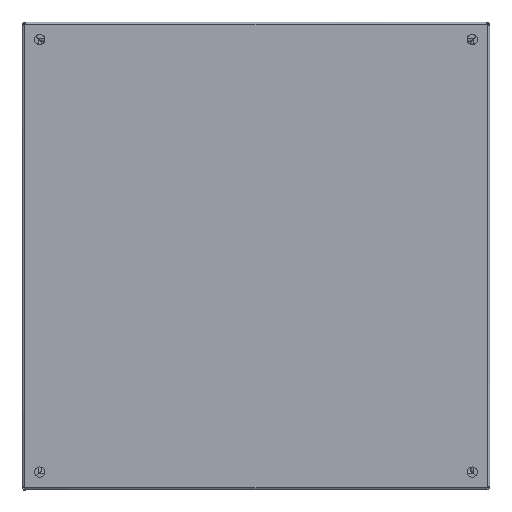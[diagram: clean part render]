
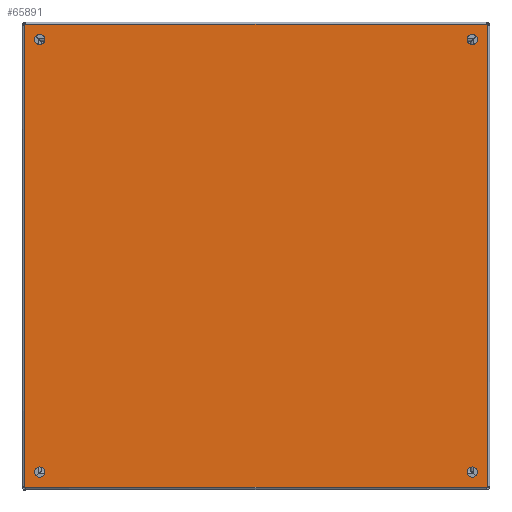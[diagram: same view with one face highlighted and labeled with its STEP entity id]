
A CAD part, top view. The second image highlights one B-rep face of the part: STEP entity #65891.
In plain terms, the highlighted planar face has unit normal (0, 0, 1).
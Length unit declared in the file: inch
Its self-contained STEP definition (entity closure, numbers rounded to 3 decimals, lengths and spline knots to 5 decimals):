
#118 = DIRECTION ( 'NONE',  ( 0., 0., -1. ) ) ;
#586 = CARTESIAN_POINT ( 'NONE',  ( 19.125, 0.625, 10.9175 ) ) ;
#1377 = LINE ( 'NONE', #24409, #18286 ) ;
#2317 = ORIENTED_EDGE ( 'NONE', *, *, #30333, .T. ) ;
#4747 = VERTEX_POINT ( 'NONE', #74585 ) ;
#5348 = DIRECTION ( 'NONE',  ( 0., 0., -1. ) ) ;
#6251 = FACE_OUTER_BOUND ( 'NONE', #66828, .T. ) ;
#6386 = VERTEX_POINT ( 'NONE', #40103 ) ;
#7146 = DIRECTION ( 'NONE',  ( 0., 0., -1. ) ) ;
#8504 = DIRECTION ( 'NONE',  ( 1., 0., 0. ) ) ;
#8852 = DIRECTION ( 'NONE',  ( 0., 0., -1. ) ) ;
#9079 = CARTESIAN_POINT ( 'NONE',  ( 18.90625, 0.625, 10.9175 ) ) ;
#9500 = DIRECTION ( 'NONE',  ( -1., 0., 0. ) ) ;
#9519 = AXIS2_PLACEMENT_3D ( 'NONE', #586, #32495, #51104 ) ;
#9917 = ORIENTED_EDGE ( 'NONE', *, *, #25210, .T. ) ;
#12189 = LINE ( 'NONE', #32951, #81443 ) ;
#12967 = CARTESIAN_POINT ( 'NONE',  ( -0.01975, 19.75777, 10.9175 ) ) ;
#13477 = CARTESIAN_POINT ( 'NONE',  ( -0.06289, -0.06289, 10.9175 ) ) ;
#14153 = CARTESIAN_POINT ( 'NONE',  ( 9.875, -0.01975, 10.9175 ) ) ;
#14190 = VERTEX_POINT ( 'NONE', #68974 ) ;
#14402 = VECTOR ( 'NONE', #50757, 39.37008 ) ;
#14910 = ORIENTED_EDGE ( 'NONE', *, *, #68154, .T. ) ;
#16745 = EDGE_CURVE ( 'NONE', #31436, #31436, #75368, .T. ) ;
#17473 = VERTEX_POINT ( 'NONE', #40243 ) ;
#17549 = ORIENTED_EDGE ( 'NONE', *, *, #34628, .F. ) ;
#18286 = VECTOR ( 'NONE', #80788, 39.37008 ) ;
#19078 = ORIENTED_EDGE ( 'NONE', *, *, #74878, .T. ) ;
#20163 = EDGE_CURVE ( 'NONE', #37359, #37359, #23671, .T. ) ;
#22168 = DIRECTION ( 'NONE',  ( 0., 0., -1. ) ) ;
#23402 = AXIS2_PLACEMENT_3D ( 'NONE', #46821, #8852, #27712 ) ;
#23516 = VERTEX_POINT ( 'NONE', #80167 ) ;
#23671 = CIRCLE ( 'NONE', #9519, 0.21875 ) ;
#24346 = EDGE_LOOP ( 'NONE', ( #81987 ) ) ;
#24409 = CARTESIAN_POINT ( 'NONE',  ( -0.01975, 9.875, 10.9175 ) ) ;
#25210 = EDGE_CURVE ( 'NONE', #14190, #80623, #26652, .T. ) ;
#26257 = EDGE_CURVE ( 'NONE', #4747, #23516, #60982, .T. ) ;
#26652 = CIRCLE ( 'NONE', #47193, 0.07 ) ;
#27094 = CARTESIAN_POINT ( 'NONE',  ( -0.06289, 19.81289, 10.9175 ) ) ;
#27430 = DIRECTION ( 'NONE',  ( -1., 0., 0. ) ) ;
#27448 = EDGE_CURVE ( 'NONE', #78066, #80623, #54618, .T. ) ;
#27712 = DIRECTION ( 'NONE',  ( 1., 0., 0. ) ) ;
#27836 = AXIS2_PLACEMENT_3D ( 'NONE', #75673, #5348, #37800 ) ;
#28526 = CARTESIAN_POINT ( 'NONE',  ( 0.625, 19.125, 10.9175 ) ) ;
#28748 = CARTESIAN_POINT ( 'NONE',  ( 19.75777, -0.01975, 10.9175 ) ) ;
#28809 = DIRECTION ( 'NONE',  ( -1., 0., 0. ) ) ;
#29265 = ORIENTED_EDGE ( 'NONE', *, *, #59415, .T. ) ;
#29304 = CARTESIAN_POINT ( 'NONE',  ( 18.90625, 19.125, 10.9175 ) ) ;
#30333 = EDGE_CURVE ( 'NONE', #4747, #63706, #56718, .T. ) ;
#31030 = FACE_BOUND ( 'NONE', #63551, .T. ) ;
#31436 = VERTEX_POINT ( 'NONE', #29304 ) ;
#31640 = AXIS2_PLACEMENT_3D ( 'NONE', #38758, #44820, #45357 ) ;
#32153 = VERTEX_POINT ( 'NONE', #41696 ) ;
#32389 = DIRECTION ( 'NONE',  ( 0., -1., 0. ) ) ;
#32495 = DIRECTION ( 'NONE',  ( 0., 0., -1. ) ) ;
#32665 = CARTESIAN_POINT ( 'NONE',  ( 19.81289, 19.81289, 10.9175 ) ) ;
#32951 = CARTESIAN_POINT ( 'NONE',  ( 19.76975, 9.875, 10.9175 ) ) ;
#34218 = AXIS2_PLACEMENT_3D ( 'NONE', #32665, #7146, #51255 ) ;
#34628 = EDGE_CURVE ( 'NONE', #60684, #17473, #12189, .T. ) ;
#37352 = ORIENTED_EDGE ( 'NONE', *, *, #27448, .F. ) ;
#37359 = VERTEX_POINT ( 'NONE', #9079 ) ;
#37800 = DIRECTION ( 'NONE',  ( -1., 0., 0. ) ) ;
#37802 = VECTOR ( 'NONE', #27430, 39.37008 ) ;
#38743 = DIRECTION ( 'NONE',  ( 1., 0., 0. ) ) ;
#38758 = CARTESIAN_POINT ( 'NONE',  ( 9.875, 9.875, 10.9175 ) ) ;
#38873 = CIRCLE ( 'NONE', #65537, 0.21875 ) ;
#40103 = CARTESIAN_POINT ( 'NONE',  ( 0.40625, 19.125, 10.9175 ) ) ;
#40243 = CARTESIAN_POINT ( 'NONE',  ( 19.76975, -0.00777, 10.9175 ) ) ;
#40620 = EDGE_CURVE ( 'NONE', #14190, #63706, #1377, .T. ) ;
#41696 = CARTESIAN_POINT ( 'NONE',  ( 0.40625, 0.625, 10.9175 ) ) ;
#44820 = DIRECTION ( 'NONE',  ( 0., 0., -1. ) ) ;
#45357 = DIRECTION ( 'NONE',  ( -1., 0., 0. ) ) ;
#46821 = CARTESIAN_POINT ( 'NONE',  ( 19.81289, -0.06289, 10.9175 ) ) ;
#47193 = AXIS2_PLACEMENT_3D ( 'NONE', #13477, #118, #38743 ) ;
#47289 = EDGE_LOOP ( 'NONE', ( #29265 ) ) ;
#47458 = DIRECTION ( 'NONE',  ( 0., 0., -1. ) ) ;
#47649 = CARTESIAN_POINT ( 'NONE',  ( 19.76975, 19.75777, 10.9175 ) ) ;
#47934 = FACE_BOUND ( 'NONE', #47289, .T. ) ;
#49488 = CIRCLE ( 'NONE', #57742, 0.21875 ) ;
#50757 = DIRECTION ( 'NONE',  ( 1., 0., 0. ) ) ;
#51104 = DIRECTION ( 'NONE',  ( -1., 0., 0. ) ) ;
#51255 = DIRECTION ( 'NONE',  ( 1., 0., 0. ) ) ;
#51970 = EDGE_LOOP ( 'NONE', ( #14910 ) ) ;
#53947 = CIRCLE ( 'NONE', #34218, 0.07 ) ;
#54101 = CARTESIAN_POINT ( 'NONE',  ( 0.625, 0.625, 10.9175 ) ) ;
#54192 = AXIS2_PLACEMENT_3D ( 'NONE', #27094, #78540, #8504 ) ;
#54618 = LINE ( 'NONE', #14153, #37802 ) ;
#55339 = CIRCLE ( 'NONE', #23402, 0.07 ) ;
#56718 = CIRCLE ( 'NONE', #54192, 0.07 ) ;
#57742 = AXIS2_PLACEMENT_3D ( 'NONE', #54101, #47458, #9500 ) ;
#59415 = EDGE_CURVE ( 'NONE', #6386, #6386, #38873, .T. ) ;
#59504 = CARTESIAN_POINT ( 'NONE',  ( -0.00777, -0.01975, 10.9175 ) ) ;
#60684 = VERTEX_POINT ( 'NONE', #47649 ) ;
#60982 = LINE ( 'NONE', #81361, #14402 ) ;
#61595 = ORIENTED_EDGE ( 'NONE', *, *, #63370, .T. ) ;
#62123 = ORIENTED_EDGE ( 'NONE', *, *, #26257, .F. ) ;
#63370 = EDGE_CURVE ( 'NONE', #78066, #17473, #55339, .T. ) ;
#63551 = EDGE_LOOP ( 'NONE', ( #65909 ) ) ;
#63706 = VERTEX_POINT ( 'NONE', #12967 ) ;
#65537 = AXIS2_PLACEMENT_3D ( 'NONE', #28526, #22168, #28809 ) ;
#65891 = ADVANCED_FACE ( 'NONE', ( #47934, #74592, #69712, #31030, #6251 ), #69202, .F. ) ;
#65909 = ORIENTED_EDGE ( 'NONE', *, *, #20163, .T. ) ;
#66828 = EDGE_LOOP ( 'NONE', ( #61595, #17549, #19078, #62123, #2317, #70243, #9917, #37352 ) ) ;
#68154 = EDGE_CURVE ( 'NONE', #32153, #32153, #49488, .T. ) ;
#68974 = CARTESIAN_POINT ( 'NONE',  ( -0.01975, -0.00777, 10.9175 ) ) ;
#69202 = PLANE ( 'NONE',  #31640 ) ;
#69712 = FACE_BOUND ( 'NONE', #51970, .T. ) ;
#70243 = ORIENTED_EDGE ( 'NONE', *, *, #40620, .F. ) ;
#74585 = CARTESIAN_POINT ( 'NONE',  ( -0.00777, 19.76975, 10.9175 ) ) ;
#74592 = FACE_BOUND ( 'NONE', #24346, .T. ) ;
#74878 = EDGE_CURVE ( 'NONE', #60684, #23516, #53947, .T. ) ;
#75368 = CIRCLE ( 'NONE', #27836, 0.21875 ) ;
#75673 = CARTESIAN_POINT ( 'NONE',  ( 19.125, 19.125, 10.9175 ) ) ;
#78066 = VERTEX_POINT ( 'NONE', #28748 ) ;
#78540 = DIRECTION ( 'NONE',  ( 0., 0., -1. ) ) ;
#80167 = CARTESIAN_POINT ( 'NONE',  ( 19.75777, 19.76975, 10.9175 ) ) ;
#80623 = VERTEX_POINT ( 'NONE', #59504 ) ;
#80788 = DIRECTION ( 'NONE',  ( 0., 1., 0. ) ) ;
#81361 = CARTESIAN_POINT ( 'NONE',  ( 9.875, 19.76975, 10.9175 ) ) ;
#81443 = VECTOR ( 'NONE', #32389, 39.37008 ) ;
#81987 = ORIENTED_EDGE ( 'NONE', *, *, #16745, .T. ) ;
